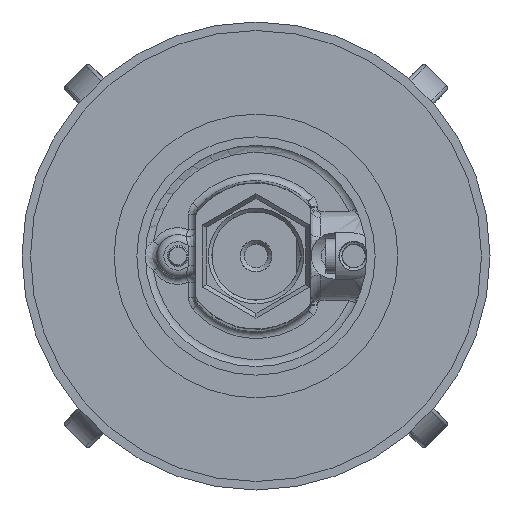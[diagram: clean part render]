
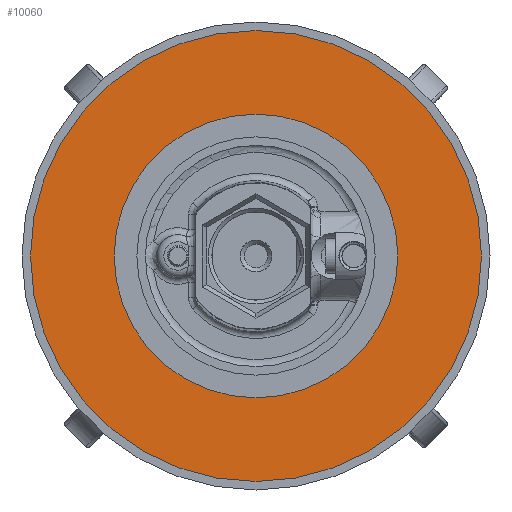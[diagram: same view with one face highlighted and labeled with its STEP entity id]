
A CAD part, front view. The second image highlights one B-rep face of the part: STEP entity #10060.
In plain terms, the highlighted planar face has unit normal (0, -1, 0).
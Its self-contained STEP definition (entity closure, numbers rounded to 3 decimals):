
#950 = DIRECTION ( 'NONE',  ( 0., 0., 1. ) ) ;
#2134 = EDGE_CURVE ( 'NONE', #14268, #14268, #13398, .T. ) ;
#2323 = DIRECTION ( 'NONE',  ( 0., -1., 0. ) ) ;
#2351 = AXIS2_PLACEMENT_3D ( 'NONE', #18409, #2323, #10634 ) ;
#4152 = CARTESIAN_POINT ( 'NONE',  ( 0., 1.7, 0. ) ) ;
#4272 = DIRECTION ( 'NONE',  ( 0., 1., 0. ) ) ;
#4466 = ORIENTED_EDGE ( 'NONE', *, *, #19848, .T. ) ;
#6861 = EDGE_LOOP ( 'NONE', ( #15216 ) ) ;
#6907 = AXIS2_PLACEMENT_3D ( 'NONE', #4152, #17149, #950 ) ;
#7108 = FACE_OUTER_BOUND ( 'NONE', #6861, .T. ) ;
#7641 = CIRCLE ( 'NONE', #10394, 20. ) ;
#8587 = VERTEX_POINT ( 'NONE', #8808 ) ;
#8808 = CARTESIAN_POINT ( 'NONE',  ( 0., 1.7, 20. ) ) ;
#10060 = ADVANCED_FACE ( 'NONE', ( #20012, #7108 ), #12033, .T. ) ;
#10394 = AXIS2_PLACEMENT_3D ( 'NONE', #17373, #4272, #10784 ) ;
#10594 = EDGE_LOOP ( 'NONE', ( #4466 ) ) ;
#10634 = DIRECTION ( 'NONE',  ( 0., 0., -1. ) ) ;
#10784 = DIRECTION ( 'NONE',  ( 0., 0., 1. ) ) ;
#12033 = PLANE ( 'NONE',  #2351 ) ;
#12674 = CARTESIAN_POINT ( 'NONE',  ( 0., 1.7, 31.8 ) ) ;
#13398 = CIRCLE ( 'NONE', #6907, 31.8 ) ;
#14268 = VERTEX_POINT ( 'NONE', #12674 ) ;
#15216 = ORIENTED_EDGE ( 'NONE', *, *, #2134, .F. ) ;
#17149 = DIRECTION ( 'NONE',  ( 0., 1., 0. ) ) ;
#17373 = CARTESIAN_POINT ( 'NONE',  ( 0., 1.7, 0. ) ) ;
#18409 = CARTESIAN_POINT ( 'NONE',  ( -20., 1.7, 0. ) ) ;
#19848 = EDGE_CURVE ( 'NONE', #8587, #8587, #7641, .T. ) ;
#20012 = FACE_BOUND ( 'NONE', #10594, .T. ) ;
